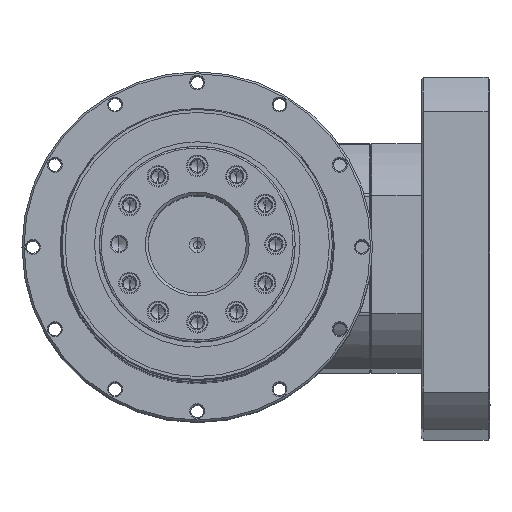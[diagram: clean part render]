
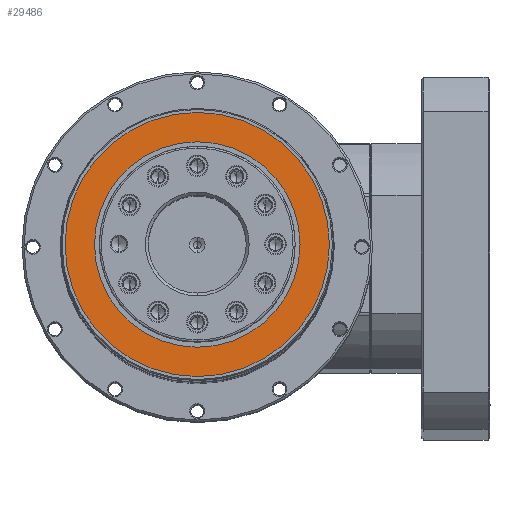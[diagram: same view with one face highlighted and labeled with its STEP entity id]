
A CAD part, left-side view. The second image highlights one B-rep face of the part: STEP entity #29486.
In plain terms, the highlighted face is planar.
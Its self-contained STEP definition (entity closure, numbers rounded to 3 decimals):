
#739 = ORIENTED_EDGE ( 'NONE', *, *, #34544, .T. ) ;
#2121 = CARTESIAN_POINT ( 'NONE',  ( 6.02, 0., -67.5 ) ) ;
#2791 = DIRECTION ( 'NONE',  ( 0., 0., -1. ) ) ;
#2798 = ORIENTED_EDGE ( 'NONE', *, *, #31855, .T. ) ;
#4286 = CIRCLE ( 'NONE', #24550, 67.5 ) ;
#6679 = CARTESIAN_POINT ( 'NONE',  ( 6.02, 0., -52.5 ) ) ;
#7448 = FACE_BOUND ( 'NONE', #23590, .T. ) ;
#7632 = CARTESIAN_POINT ( 'NONE',  ( 6.02, 0., 67.5 ) ) ;
#8288 = AXIS2_PLACEMENT_3D ( 'NONE', #31765, #10126, #35426 ) ;
#9209 = VERTEX_POINT ( 'NONE', #42932 ) ;
#10126 = DIRECTION ( 'NONE',  ( -1., 0., 0. ) ) ;
#12381 = CARTESIAN_POINT ( 'NONE',  ( 6.02, 0., 0. ) ) ;
#13328 = EDGE_CURVE ( 'NONE', #36980, #9209, #46350, .T. ) ;
#13719 = AXIS2_PLACEMENT_3D ( 'NONE', #40236, #18644, #43846 ) ;
#16013 = DIRECTION ( 'NONE',  ( 0., 0., -1. ) ) ;
#16301 = DIRECTION ( 'NONE',  ( -1., 0., 0. ) ) ;
#18293 = EDGE_LOOP ( 'NONE', ( #2798, #739 ) ) ;
#18644 = DIRECTION ( 'NONE',  ( 1., 0., 0. ) ) ;
#20027 = EDGE_CURVE ( 'NONE', #9209, #36980, #37230, .T. ) ;
#20305 = ORIENTED_EDGE ( 'NONE', *, *, #20027, .F. ) ;
#23590 = EDGE_LOOP ( 'NONE', ( #40569, #20305 ) ) ;
#24506 = DIRECTION ( 'NONE',  ( -1., 0., 0. ) ) ;
#24550 = AXIS2_PLACEMENT_3D ( 'NONE', #37947, #16301, #41563 ) ;
#25746 = PLANE ( 'NONE',  #13719 ) ;
#27714 = AXIS2_PLACEMENT_3D ( 'NONE', #46077, #24506, #2791 ) ;
#27968 = VERTEX_POINT ( 'NONE', #2121 ) ;
#29486 = ADVANCED_FACE ( 'NONE', ( #45843, #7448 ), #25746, .F. ) ;
#31765 = CARTESIAN_POINT ( 'NONE',  ( 6.02, 0., 0. ) ) ;
#31855 = EDGE_CURVE ( 'NONE', #27968, #37168, #4286, .T. ) ;
#34544 = EDGE_CURVE ( 'NONE', #37168, #27968, #44820, .T. ) ;
#35426 = DIRECTION ( 'NONE',  ( 0., 0., -1. ) ) ;
#36980 = VERTEX_POINT ( 'NONE', #6679 ) ;
#37168 = VERTEX_POINT ( 'NONE', #7632 ) ;
#37230 = CIRCLE ( 'NONE', #37896, 52.5 ) ;
#37690 = DIRECTION ( 'NONE',  ( -1., 0., 0. ) ) ;
#37896 = AXIS2_PLACEMENT_3D ( 'NONE', #12381, #37690, #16013 ) ;
#37947 = CARTESIAN_POINT ( 'NONE',  ( 6.02, 0., 0. ) ) ;
#40236 = CARTESIAN_POINT ( 'NONE',  ( 6.02, 0., 0. ) ) ;
#40569 = ORIENTED_EDGE ( 'NONE', *, *, #13328, .F. ) ;
#41563 = DIRECTION ( 'NONE',  ( 0., 0., -1. ) ) ;
#42932 = CARTESIAN_POINT ( 'NONE',  ( 6.02, 0., 52.5 ) ) ;
#43846 = DIRECTION ( 'NONE',  ( 0., 0., -1. ) ) ;
#44820 = CIRCLE ( 'NONE', #8288, 67.5 ) ;
#45843 = FACE_OUTER_BOUND ( 'NONE', #18293, .T. ) ;
#46077 = CARTESIAN_POINT ( 'NONE',  ( 6.02, 0., 0. ) ) ;
#46350 = CIRCLE ( 'NONE', #27714, 52.5 ) ;
